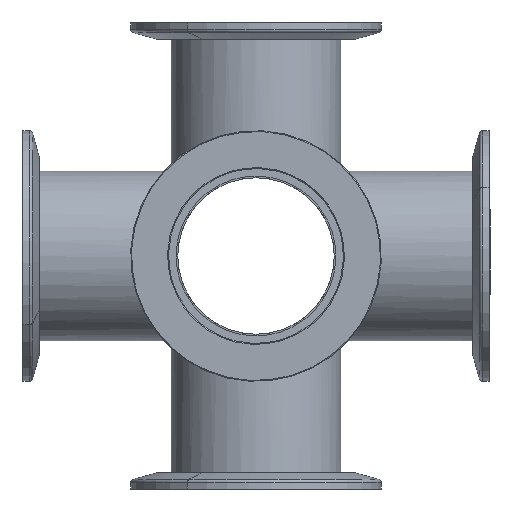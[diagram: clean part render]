
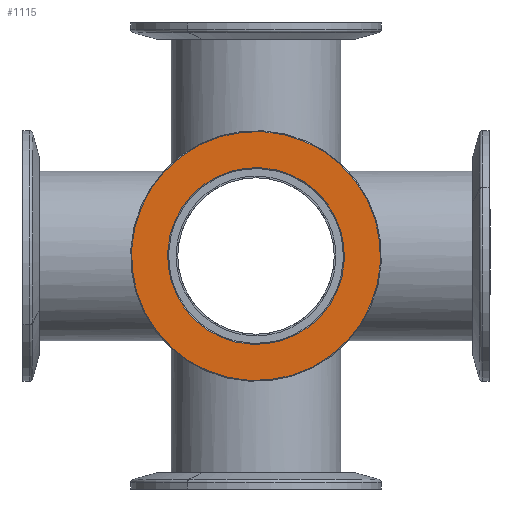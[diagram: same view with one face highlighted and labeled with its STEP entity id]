
A CAD part, front view. The second image highlights one B-rep face of the part: STEP entity #1115.
In plain terms, the highlighted planar face has unit normal (0, -1, 0).
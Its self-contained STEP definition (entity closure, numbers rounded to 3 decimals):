
#21 = AXIS2_PLACEMENT_3D ( 'NONE', #1207, #792, #966 ) ;
#54 = DIRECTION ( 'NONE',  ( 0., -1., 0. ) ) ;
#109 = DIRECTION ( 'NONE',  ( 0., 1., 0. ) ) ;
#131 = PLANE ( 'NONE',  #1618 ) ;
#159 = FACE_OUTER_BOUND ( 'NONE', #1657, .T. ) ;
#181 = CARTESIAN_POINT ( 'NONE',  ( 0., 0., 0. ) ) ;
#291 = VERTEX_POINT ( 'NONE', #631 ) ;
#377 = CIRCLE ( 'NONE', #1346, 26.45 ) ;
#468 = FACE_BOUND ( 'NONE', #895, .T. ) ;
#498 = CARTESIAN_POINT ( 'NONE',  ( -26.45, 0., 0. ) ) ;
#541 = CIRCLE ( 'NONE', #542, 26.45 ) ;
#542 = AXIS2_PLACEMENT_3D ( 'NONE', #1032, #109, #1755 ) ;
#586 = DIRECTION ( 'NONE',  ( 0., -1., 0. ) ) ;
#611 = CIRCLE ( 'NONE', #1623, 37.25 ) ;
#631 = CARTESIAN_POINT ( 'NONE',  ( 37.25, 0., 0. ) ) ;
#762 = CIRCLE ( 'NONE', #21, 37.25 ) ;
#792 = DIRECTION ( 'NONE',  ( 0., -1., 0. ) ) ;
#799 = CARTESIAN_POINT ( 'NONE',  ( 26.45, 0., 0. ) ) ;
#895 = EDGE_LOOP ( 'NONE', ( #1724, #1486 ) ) ;
#966 = DIRECTION ( 'NONE',  ( 1., 0., 0. ) ) ;
#1023 = ORIENTED_EDGE ( 'NONE', *, *, #1026, .T. ) ;
#1026 = EDGE_CURVE ( 'NONE', #291, #1712, #611, .T. ) ;
#1032 = CARTESIAN_POINT ( 'NONE',  ( 0., 0., 0. ) ) ;
#1079 = EDGE_CURVE ( 'NONE', #1157, #1729, #541, .T. ) ;
#1115 = ADVANCED_FACE ( 'NONE', ( #468, #159 ), #131, .T. ) ;
#1157 = VERTEX_POINT ( 'NONE', #498 ) ;
#1206 = ORIENTED_EDGE ( 'NONE', *, *, #1382, .T. ) ;
#1207 = CARTESIAN_POINT ( 'NONE',  ( 0., 0., 0. ) ) ;
#1346 = AXIS2_PLACEMENT_3D ( 'NONE', #1514, #1510, #1647 ) ;
#1382 = EDGE_CURVE ( 'NONE', #1712, #291, #762, .T. ) ;
#1429 = EDGE_CURVE ( 'NONE', #1729, #1157, #377, .T. ) ;
#1486 = ORIENTED_EDGE ( 'NONE', *, *, #1079, .T. ) ;
#1510 = DIRECTION ( 'NONE',  ( 0., 1., 0. ) ) ;
#1514 = CARTESIAN_POINT ( 'NONE',  ( 0., 0., 0. ) ) ;
#1575 = DIRECTION ( 'NONE',  ( 1., 0., 0. ) ) ;
#1605 = CARTESIAN_POINT ( 'NONE',  ( -26.15, 0., 0. ) ) ;
#1618 = AXIS2_PLACEMENT_3D ( 'NONE', #1605, #54, #1631 ) ;
#1623 = AXIS2_PLACEMENT_3D ( 'NONE', #181, #586, #1575 ) ;
#1631 = DIRECTION ( 'NONE',  ( 1., 0., 0. ) ) ;
#1647 = DIRECTION ( 'NONE',  ( 1., 0., 0. ) ) ;
#1657 = EDGE_LOOP ( 'NONE', ( #1206, #1023 ) ) ;
#1712 = VERTEX_POINT ( 'NONE', #1743 ) ;
#1724 = ORIENTED_EDGE ( 'NONE', *, *, #1429, .T. ) ;
#1729 = VERTEX_POINT ( 'NONE', #799 ) ;
#1743 = CARTESIAN_POINT ( 'NONE',  ( -37.25, 0., 0. ) ) ;
#1755 = DIRECTION ( 'NONE',  ( 1., 0., 0. ) ) ;
